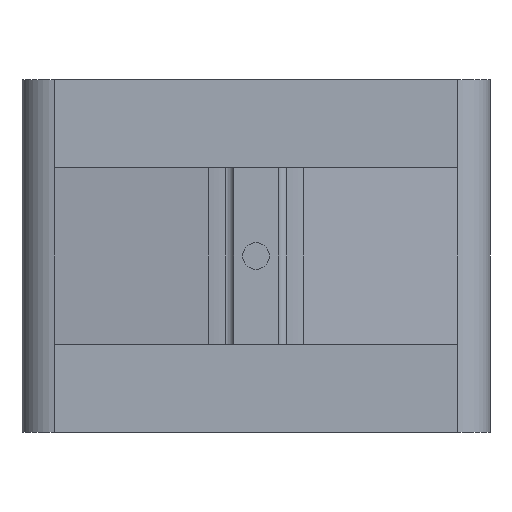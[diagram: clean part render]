
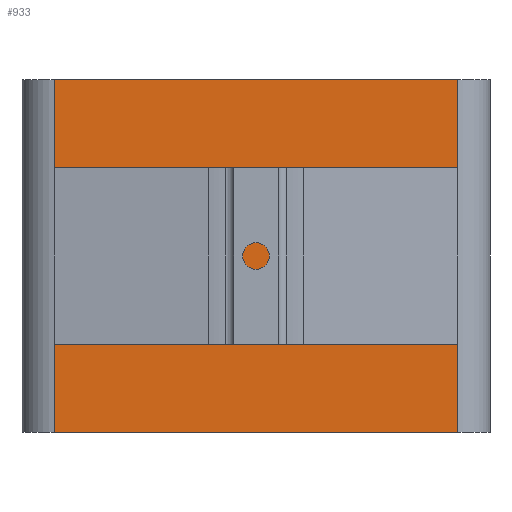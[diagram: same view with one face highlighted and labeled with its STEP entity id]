
A CAD part, front view. The second image highlights one B-rep face of the part: STEP entity #933.
In plain terms, the highlighted planar face has unit normal (0, -1, 0).
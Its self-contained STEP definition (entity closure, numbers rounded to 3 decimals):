
#1 = VERTEX_POINT ( 'NONE', #234 ) ;
#16 = LINE ( 'NONE', #270, #500 ) ;
#23 = ORIENTED_EDGE ( 'NONE', *, *, #1129, .T. ) ;
#43 = EDGE_CURVE ( 'NONE', #1097, #1, #639, .T. ) ;
#93 = EDGE_CURVE ( 'NONE', #248, #430, #1149, .T. ) ;
#188 = EDGE_CURVE ( 'NONE', #883, #337, #1219, .T. ) ;
#199 = CARTESIAN_POINT ( 'NONE',  ( 3.248, -1.796, -2.5 ) ) ;
#234 = CARTESIAN_POINT ( 'NONE',  ( 5.718, -1.796, 5. ) ) ;
#244 = DIRECTION ( 'NONE',  ( 0., 0., -1. ) ) ;
#248 = VERTEX_POINT ( 'NONE', #456 ) ;
#270 = CARTESIAN_POINT ( 'NONE',  ( -3.248, -1.796, 2.5 ) ) ;
#275 = FACE_OUTER_BOUND ( 'NONE', #396, .T. ) ;
#289 = ORIENTED_EDGE ( 'NONE', *, *, #1013, .T. ) ;
#296 = DIRECTION ( 'NONE',  ( 0., 0., -1. ) ) ;
#300 = LINE ( 'NONE', #1522, #1407 ) ;
#326 = LINE ( 'NONE', #1287, #759 ) ;
#330 = DIRECTION ( 'NONE',  ( -1., 0., 0. ) ) ;
#337 = VERTEX_POINT ( 'NONE', #746 ) ;
#342 = DIRECTION ( 'NONE',  ( -1., 0., 0. ) ) ;
#391 = CARTESIAN_POINT ( 'NONE',  ( -5.718, -1.796, 2.5 ) ) ;
#395 = LINE ( 'NONE', #1386, #902 ) ;
#396 = EDGE_LOOP ( 'NONE', ( #608, #962, #1510, #491, #1198, #1517, #1422, #1564, #23, #1025, #289, #475 ) ) ;
#402 = DIRECTION ( 'NONE',  ( 0., 0., 1. ) ) ;
#407 = LINE ( 'NONE', #1014, #551 ) ;
#424 = DIRECTION ( 'NONE',  ( -1., 0., 0. ) ) ;
#430 = VERTEX_POINT ( 'NONE', #391 ) ;
#450 = VECTOR ( 'NONE', #330, 1000. ) ;
#456 = CARTESIAN_POINT ( 'NONE',  ( -3.248, -1.796, 2.5 ) ) ;
#459 = VECTOR ( 'NONE', #342, 1000. ) ;
#475 = ORIENTED_EDGE ( 'NONE', *, *, #554, .T. ) ;
#491 = ORIENTED_EDGE ( 'NONE', *, *, #1476, .T. ) ;
#500 = VECTOR ( 'NONE', #1373, 1000. ) ;
#551 = VECTOR ( 'NONE', #244, 1000. ) ;
#554 = EDGE_CURVE ( 'NONE', #697, #831, #300, .T. ) ;
#587 = CARTESIAN_POINT ( 'NONE',  ( -5.718, -1.796, 5. ) ) ;
#601 = VECTOR ( 'NONE', #1547, 1000. ) ;
#608 = ORIENTED_EDGE ( 'NONE', *, *, #1384, .F. ) ;
#634 = CARTESIAN_POINT ( 'NONE',  ( 3.248, -1.796, 2.5 ) ) ;
#639 = LINE ( 'NONE', #750, #744 ) ;
#662 = VERTEX_POINT ( 'NONE', #1322 ) ;
#690 = VECTOR ( 'NONE', #424, 1000. ) ;
#697 = VERTEX_POINT ( 'NONE', #199 ) ;
#717 = LINE ( 'NONE', #1174, #1064 ) ;
#734 = CARTESIAN_POINT ( 'NONE',  ( 5.718, -1.796, -2.5 ) ) ;
#744 = VECTOR ( 'NONE', #1239, 1000. ) ;
#746 = CARTESIAN_POINT ( 'NONE',  ( -5.718, -1.796, -2.5 ) ) ;
#750 = CARTESIAN_POINT ( 'NONE',  ( -5.718, -1.796, 5. ) ) ;
#757 = CARTESIAN_POINT ( 'NONE',  ( -3.248, -1.796, -2.5 ) ) ;
#759 = VECTOR ( 'NONE', #296, 1000. ) ;
#806 = CARTESIAN_POINT ( 'NONE',  ( 5.59, -1.796, 2.5 ) ) ;
#831 = VERTEX_POINT ( 'NONE', #634 ) ;
#847 = EDGE_CURVE ( 'NONE', #1, #662, #859, .T. ) ;
#859 = LINE ( 'NONE', #1215, #927 ) ;
#872 = DIRECTION ( 'NONE',  ( 0., 0., -1. ) ) ;
#883 = VERTEX_POINT ( 'NONE', #757 ) ;
#884 = PLANE ( 'NONE',  #1507 ) ;
#893 = CARTESIAN_POINT ( 'NONE',  ( -5.718, -1.796, -5. ) ) ;
#902 = VECTOR ( 'NONE', #1135, 1000. ) ;
#905 = DIRECTION ( 'NONE',  ( 0., 0., 1. ) ) ;
#910 = CARTESIAN_POINT ( 'NONE',  ( -5.718, -1.796, 5. ) ) ;
#922 = CARTESIAN_POINT ( 'NONE',  ( 5.718, -1.796, -5. ) ) ;
#927 = VECTOR ( 'NONE', #872, 1000. ) ;
#932 = VERTEX_POINT ( 'NONE', #893 ) ;
#933 = ADVANCED_FACE ( 'NONE', ( #275 ), #884, .F. ) ;
#951 = EDGE_CURVE ( 'NONE', #1231, #1413, #395, .T. ) ;
#962 = ORIENTED_EDGE ( 'NONE', *, *, #847, .F. ) ;
#1013 = EDGE_CURVE ( 'NONE', #1231, #697, #1432, .T. ) ;
#1014 = CARTESIAN_POINT ( 'NONE',  ( -5.718, -1.796, 5. ) ) ;
#1025 = ORIENTED_EDGE ( 'NONE', *, *, #951, .F. ) ;
#1042 = LINE ( 'NONE', #1048, #601 ) ;
#1044 = DIRECTION ( 'NONE',  ( 1., 0., 0. ) ) ;
#1048 = CARTESIAN_POINT ( 'NONE',  ( 5.59, -1.796, 2.5 ) ) ;
#1064 = VECTOR ( 'NONE', #1044, 1000. ) ;
#1097 = VERTEX_POINT ( 'NONE', #587 ) ;
#1129 = EDGE_CURVE ( 'NONE', #932, #1413, #717, .T. ) ;
#1135 = DIRECTION ( 'NONE',  ( 0., 0., -1. ) ) ;
#1143 = DIRECTION ( 'NONE',  ( 0., 1., 0. ) ) ;
#1149 = LINE ( 'NONE', #806, #690 ) ;
#1174 = CARTESIAN_POINT ( 'NONE',  ( -5.718, -1.796, -5. ) ) ;
#1198 = ORIENTED_EDGE ( 'NONE', *, *, #93, .F. ) ;
#1210 = CARTESIAN_POINT ( 'NONE',  ( 5.59, -1.796, -2.5 ) ) ;
#1215 = CARTESIAN_POINT ( 'NONE',  ( 5.718, -1.796, 5. ) ) ;
#1216 = EDGE_CURVE ( 'NONE', #337, #932, #407, .T. ) ;
#1219 = LINE ( 'NONE', #1210, #459 ) ;
#1231 = VERTEX_POINT ( 'NONE', #734 ) ;
#1239 = DIRECTION ( 'NONE',  ( 1., 0., 0. ) ) ;
#1287 = CARTESIAN_POINT ( 'NONE',  ( -5.718, -1.796, 5. ) ) ;
#1313 = CARTESIAN_POINT ( 'NONE',  ( 5.59, -1.796, -2.5 ) ) ;
#1322 = CARTESIAN_POINT ( 'NONE',  ( 5.718, -1.796, 2.5 ) ) ;
#1373 = DIRECTION ( 'NONE',  ( 0., 0., -1. ) ) ;
#1384 = EDGE_CURVE ( 'NONE', #662, #831, #1042, .T. ) ;
#1386 = CARTESIAN_POINT ( 'NONE',  ( 5.718, -1.796, 5. ) ) ;
#1407 = VECTOR ( 'NONE', #905, 1000. ) ;
#1413 = VERTEX_POINT ( 'NONE', #922 ) ;
#1422 = ORIENTED_EDGE ( 'NONE', *, *, #188, .T. ) ;
#1432 = LINE ( 'NONE', #1313, #450 ) ;
#1476 = EDGE_CURVE ( 'NONE', #1097, #430, #326, .T. ) ;
#1507 = AXIS2_PLACEMENT_3D ( 'NONE', #910, #1143, #402 ) ;
#1510 = ORIENTED_EDGE ( 'NONE', *, *, #43, .F. ) ;
#1517 = ORIENTED_EDGE ( 'NONE', *, *, #1574, .T. ) ;
#1522 = CARTESIAN_POINT ( 'NONE',  ( 3.248, -1.796, 2.5 ) ) ;
#1547 = DIRECTION ( 'NONE',  ( -1., 0., 0. ) ) ;
#1564 = ORIENTED_EDGE ( 'NONE', *, *, #1216, .T. ) ;
#1574 = EDGE_CURVE ( 'NONE', #248, #883, #16, .T. ) ;
